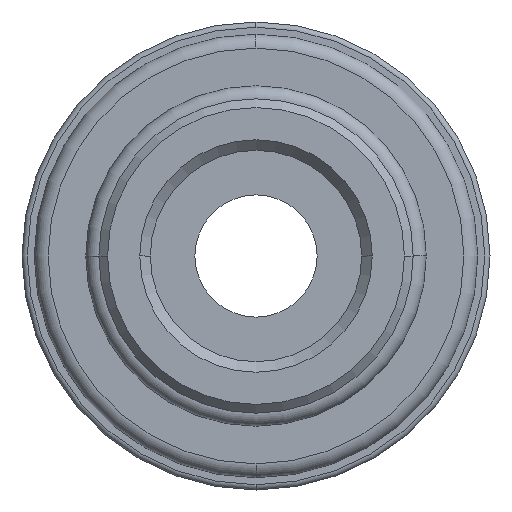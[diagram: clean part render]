
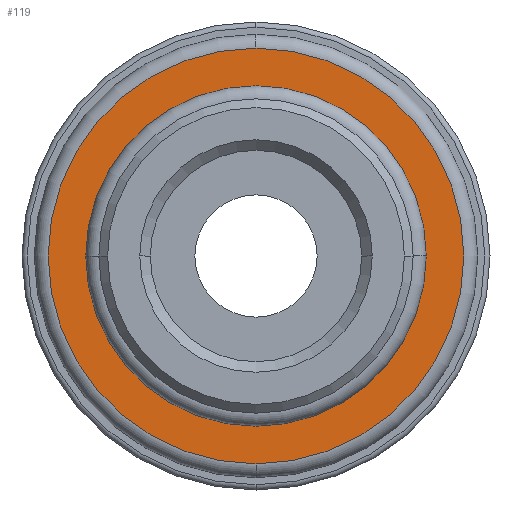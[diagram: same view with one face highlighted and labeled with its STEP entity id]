
A CAD part, front view. The second image highlights one B-rep face of the part: STEP entity #119.
In plain terms, the highlighted planar face has unit normal (0, -1, 0).
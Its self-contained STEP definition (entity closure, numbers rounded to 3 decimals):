
#119=ADVANCED_FACE('',(#310,#311),#312,.T.);
#310=FACE_BOUND('',#579,.T.);
#311=FACE_OUTER_BOUND('',#580,.T.);
#312=PLANE('',#581);
#579=EDGE_LOOP('',(#873,#874,#875));
#580=EDGE_LOOP('',(#876,#877,#878));
#581=AXIS2_PLACEMENT_3D('',#879,#880,#881);
#873=ORIENTED_EDGE('',*,*,#1563,.T.);
#874=ORIENTED_EDGE('',*,*,#1564,.T.);
#875=ORIENTED_EDGE('',*,*,#1565,.T.);
#876=ORIENTED_EDGE('',*,*,#1566,.F.);
#877=ORIENTED_EDGE('',*,*,#1567,.F.);
#878=ORIENTED_EDGE('',*,*,#1568,.F.);
#879=CARTESIAN_POINT('',(10.45,2.5,0.0));
#880=DIRECTION('',(-0.0,-1.0,-0.0));
#881=DIRECTION('',(-1.0,0.0,0.0));
#1563=EDGE_CURVE('',#1858,#1859,#1860,.T.);
#1564=EDGE_CURVE('',#1859,#1861,#1862,.T.);
#1565=EDGE_CURVE('',#1861,#1858,#1863,.T.);
#1566=EDGE_CURVE('',#1864,#1865,#1866,.T.);
#1567=EDGE_CURVE('',#1867,#1864,#1868,.T.);
#1568=EDGE_CURVE('',#1865,#1867,#1869,.T.);
#1858=VERTEX_POINT('',#2263);
#1859=VERTEX_POINT('',#2264);
#1860=CIRCLE('',#2265,9.75);
#1861=VERTEX_POINT('',#2266);
#1862=CIRCLE('',#2267,9.75);
#1863=CIRCLE('',#2268,9.75);
#1864=VERTEX_POINT('',#2269);
#1865=VERTEX_POINT('',#2270);
#1866=CIRCLE('',#2271,11.9);
#1867=VERTEX_POINT('',#2272);
#1868=CIRCLE('',#2273,11.9);
#1869=CIRCLE('',#2274,11.9);
#2263=CARTESIAN_POINT('',(0.,2.5,9.75));
#2264=CARTESIAN_POINT('',(9.75,2.5,0.));
#2265=AXIS2_PLACEMENT_3D('',#2831,#2832,#2833);
#2266=CARTESIAN_POINT('',(-9.75,2.5,0.));
#2267=AXIS2_PLACEMENT_3D('',#2834,#2835,#2836);
#2268=AXIS2_PLACEMENT_3D('',#2837,#2838,#2839);
#2269=CARTESIAN_POINT('',(11.9,2.5,0.0));
#2270=CARTESIAN_POINT('',(0.,2.5,-11.9));
#2271=AXIS2_PLACEMENT_3D('',#2840,#2841,#2842);
#2272=CARTESIAN_POINT('',(0.,2.5,11.9));
#2273=AXIS2_PLACEMENT_3D('',#2843,#2844,#2845);
#2274=AXIS2_PLACEMENT_3D('',#2846,#2847,#2848);
#2831=CARTESIAN_POINT('',(0.0,2.5,0.0));
#2832=DIRECTION('',(0.0,1.0,0.0));
#2833=DIRECTION('',(0.0,0.0,-1.0));
#2834=CARTESIAN_POINT('',(0.0,2.5,0.0));
#2835=DIRECTION('',(0.0,1.0,0.0));
#2836=DIRECTION('',(0.0,0.0,-1.0));
#2837=CARTESIAN_POINT('',(0.0,2.5,0.0));
#2838=DIRECTION('',(0.0,1.0,0.0));
#2839=DIRECTION('',(0.0,0.0,-1.0));
#2840=CARTESIAN_POINT('',(0.0,2.5,0.0));
#2841=DIRECTION('',(-0.0,1.0,0.0));
#2842=DIRECTION('',(1.0,0.0,0.0));
#2843=CARTESIAN_POINT('',(0.0,2.5,0.0));
#2844=DIRECTION('',(-0.0,1.0,0.0));
#2845=DIRECTION('',(1.0,0.0,0.0));
#2846=CARTESIAN_POINT('',(0.0,2.5,0.0));
#2847=DIRECTION('',(-0.0,1.0,0.0));
#2848=DIRECTION('',(1.0,0.0,0.0));
